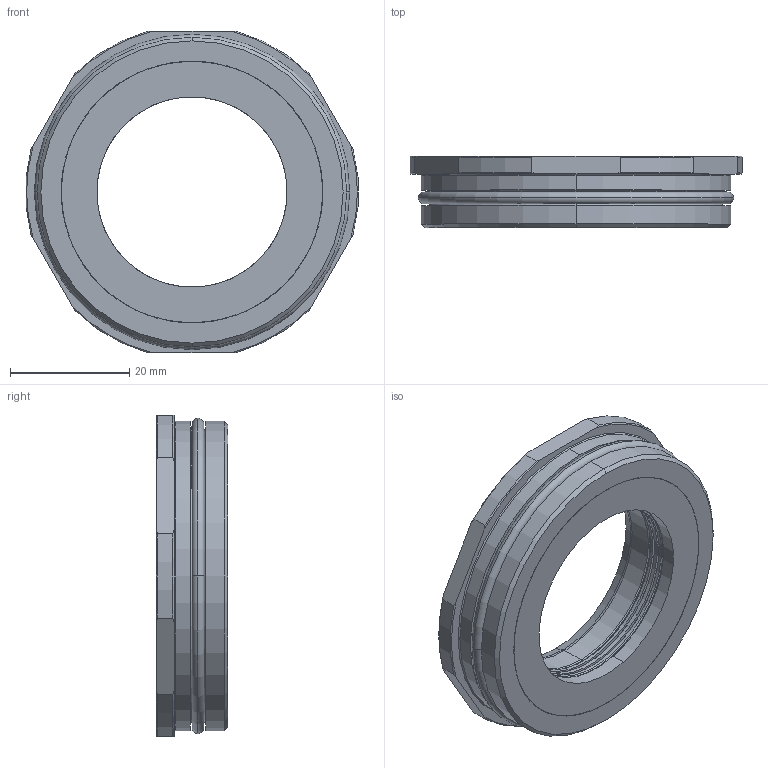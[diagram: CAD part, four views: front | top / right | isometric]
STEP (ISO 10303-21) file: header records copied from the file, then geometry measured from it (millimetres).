
FILE_DESCRIPTION (( 'STEP AP214' ), '1' );
FILE_NAME ('SB325254.STEP', '2013-06-26T07:39:26', ( '' ), ( '' ), 'SwSTEP 2.0', 'SolidWorks 2011', '' );
FILE_SCHEMA (( 'AUTOMOTIVE_DESIGN' ));
Length unit declared in the file: millimetre
Products named in the file (5): tapa 9SB32; tg32; SB325254; JT48x2; 9SB32
Assembly tree (4 placements, depth 2):
  SB325254
    JT48x2
    tg32
    tapa 9SB32
    9SB32
Bounding box: 55.8 x 12 x 54 mm (x, y, z)
Volume: 16206 mm3; surface area: 11913.5 mm2
Topology: 4 solids, 4 shells, 119 faces, 260 edges, 158 vertices
Faces by surface type: cylinder 42, torus 30, cone 24, plane 23
Entity records: 3572 total; most frequent: DIRECTION 652, CARTESIAN_POINT 616, ORIENTED_EDGE 520, AXIS2_PLACEMENT_3D 290, EDGE_CURVE 260, CIRCLE 164, VERTEX_POINT 158, EDGE_LOOP 136
